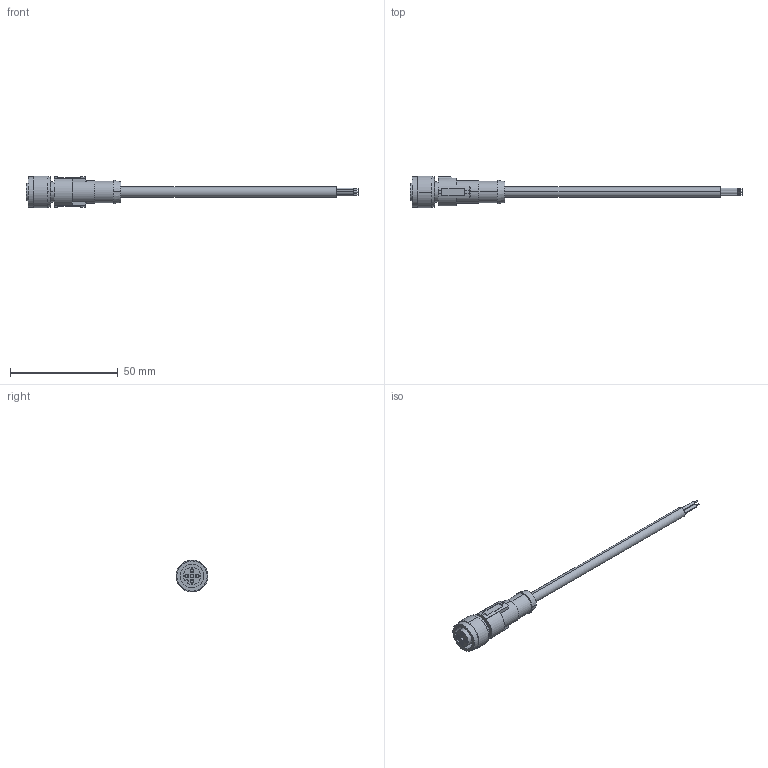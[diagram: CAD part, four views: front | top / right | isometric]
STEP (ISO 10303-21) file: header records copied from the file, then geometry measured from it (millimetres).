
FILE_DESCRIPTION(('SolidDesigner STEP Export'),'2;1');
FILE_NAME('1404408_SAC_4P_5.0_PVC_M12FS-select.stp','2015-01-30T14:30:58',(''),(''),'Creo Elements/Direct Modeling STEP processor for AP214 (Solid Model)','Creo Elements/Direct Modeling 18.1B 29-Sep-2012 (C) Parametric Technology GmbH','');
FILE_SCHEMA(('AUTOMOTIVE_DESIGN { 1 0 10303 214 1 1 1 1 }'));
Length unit declared in the file: millimetre
Products named in the file (2): 1404408_SAC_4P_5.0_PVC_M12FS-select
Assembly tree (1 placements, depth 2):
  1404408_SAC_4P_5.0_PVC_M12FS-select
    1404408_SAC_4P_5.0_PVC_M12FS-select
Bounding box: 154 x 14.79 x 14.79 mm (x, y, z)
Volume: 6439.2 mm3; surface area: 4367 mm2
Topology: 1 solids, 1 shells, 130 faces, 320 edges, 213 vertices
Faces by surface type: cylinder 62, plane 53, cone 15
Entity records: 5162 total; most frequent: CARTESIAN_POINT 1125, ORIENTED_EDGE 640, DIRECTION 581, EDGE_CURVE 320, AXIS2_PLACEMENT_3D 217, VERTEX_POINT 213, EDGE_LOOP 151, VECTOR 147
